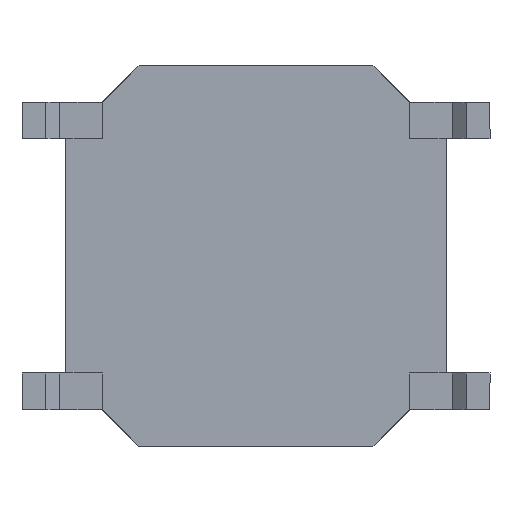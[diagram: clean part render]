
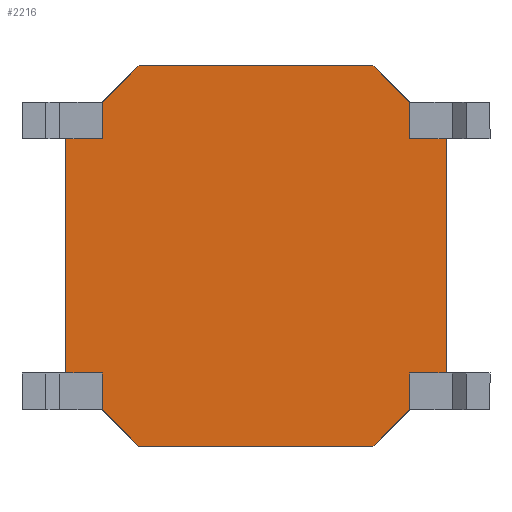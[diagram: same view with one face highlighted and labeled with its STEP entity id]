
A CAD part, front view. The second image highlights one B-rep face of the part: STEP entity #2216.
In plain terms, the highlighted planar face has unit normal (0, -1, 0).
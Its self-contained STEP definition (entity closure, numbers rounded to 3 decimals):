
#26 = EDGE_CURVE ( 'NONE', #1136, #2269, #1668, .T. ) ;
#36 = DIRECTION ( 'NONE',  ( 0.707, 0., 0.707 ) ) ;
#45 = CARTESIAN_POINT ( 'NONE',  ( 1.6, 0., 2.6 ) ) ;
#60 = EDGE_CURVE ( 'NONE', #2306, #346, #414, .T. ) ;
#89 = EDGE_CURVE ( 'NONE', #1162, #684, #1108, .T. ) ;
#99 = ORIENTED_EDGE ( 'NONE', *, *, #712, .T. ) ;
#110 = CARTESIAN_POINT ( 'NONE',  ( 0., 0., 0. ) ) ;
#116 = LINE ( 'NONE', #132, #2078 ) ;
#117 = CARTESIAN_POINT ( 'NONE',  ( -2.1, 0., 2.1 ) ) ;
#132 = CARTESIAN_POINT ( 'NONE',  ( -2.6, 0., -2.6 ) ) ;
#142 = PLANE ( 'NONE',  #909 ) ;
#146 = LINE ( 'NONE', #1867, #227 ) ;
#152 = DIRECTION ( 'NONE',  ( -1., 0., 0. ) ) ;
#158 = FACE_OUTER_BOUND ( 'NONE', #1036, .T. ) ;
#182 = VECTOR ( 'NONE', #36, 1000. ) ;
#189 = DIRECTION ( 'NONE',  ( 0., 0., -1. ) ) ;
#196 = VERTEX_POINT ( 'NONE', #117 ) ;
#222 = EDGE_CURVE ( 'NONE', #2269, #196, #2434, .T. ) ;
#227 = VECTOR ( 'NONE', #2055, 1000. ) ;
#242 = ORIENTED_EDGE ( 'NONE', *, *, #222, .F. ) ;
#252 = CARTESIAN_POINT ( 'NONE',  ( -2.6, 0., -2.6 ) ) ;
#290 = LINE ( 'NONE', #931, #182 ) ;
#305 = VECTOR ( 'NONE', #1301, 1000. ) ;
#346 = VERTEX_POINT ( 'NONE', #2426 ) ;
#382 = EDGE_CURVE ( 'NONE', #2200, #854, #1928, .T. ) ;
#414 = LINE ( 'NONE', #1276, #2122 ) ;
#421 = VERTEX_POINT ( 'NONE', #947 ) ;
#460 = DIRECTION ( 'NONE',  ( 0., 0., 1. ) ) ;
#498 = CARTESIAN_POINT ( 'NONE',  ( -2.1, 0., 0. ) ) ;
#523 = CARTESIAN_POINT ( 'NONE',  ( 2.6, 0., 1.6 ) ) ;
#537 = VECTOR ( 'NONE', #1201, 1000. ) ;
#567 = ORIENTED_EDGE ( 'NONE', *, *, #1332, .F. ) ;
#597 = LINE ( 'NONE', #2300, #952 ) ;
#620 = CARTESIAN_POINT ( 'NONE',  ( -2.1, 0., 0. ) ) ;
#636 = LINE ( 'NONE', #2798, #1138 ) ;
#643 = EDGE_CURVE ( 'NONE', #2787, #1790, #984, .T. ) ;
#644 = ORIENTED_EDGE ( 'NONE', *, *, #1016, .F. ) ;
#684 = VERTEX_POINT ( 'NONE', #2722 ) ;
#708 = EDGE_CURVE ( 'NONE', #1985, #854, #116, .T. ) ;
#712 = EDGE_CURVE ( 'NONE', #2157, #196, #2706, .T. ) ;
#727 = CARTESIAN_POINT ( 'NONE',  ( -2.1, 0., -1.6 ) ) ;
#789 = DIRECTION ( 'NONE',  ( 1., 0., 0. ) ) ;
#801 = ORIENTED_EDGE ( 'NONE', *, *, #60, .F. ) ;
#804 = EDGE_CURVE ( 'NONE', #2306, #2200, #887, .T. ) ;
#832 = CARTESIAN_POINT ( 'NONE',  ( 0., 0., -1.6 ) ) ;
#854 = VERTEX_POINT ( 'NONE', #967 ) ;
#874 = DIRECTION ( 'NONE',  ( -1., 0., 0. ) ) ;
#887 = LINE ( 'NONE', #620, #1571 ) ;
#909 = AXIS2_PLACEMENT_3D ( 'NONE', #110, #2053, #1216 ) ;
#931 = CARTESIAN_POINT ( 'NONE',  ( 1.6, 0., -2.6 ) ) ;
#947 = CARTESIAN_POINT ( 'NONE',  ( 2.1, 0., 2.1 ) ) ;
#952 = VECTOR ( 'NONE', #1874, 1000. ) ;
#967 = CARTESIAN_POINT ( 'NONE',  ( -1.6, 0., -2.6 ) ) ;
#984 = LINE ( 'NONE', #2299, #537 ) ;
#997 = VECTOR ( 'NONE', #789, 1000. ) ;
#1012 = CARTESIAN_POINT ( 'NONE',  ( -1.6, 0., 2.6 ) ) ;
#1016 = EDGE_CURVE ( 'NONE', #2157, #2776, #146, .T. ) ;
#1034 = VECTOR ( 'NONE', #1353, 1000. ) ;
#1036 = EDGE_LOOP ( 'NONE', ( #2620, #2378, #644, #99, #242, #1281, #1366, #801, #1890, #2710, #1731, #1595, #1413, #567, #1071, #1247 ) ) ;
#1038 = VECTOR ( 'NONE', #2733, 1000. ) ;
#1071 = ORIENTED_EDGE ( 'NONE', *, *, #1643, .F. ) ;
#1090 = CARTESIAN_POINT ( 'NONE',  ( 2.1, 0., 0. ) ) ;
#1108 = LINE ( 'NONE', #1090, #305 ) ;
#1124 = CARTESIAN_POINT ( 'NONE',  ( 2.6, 0., -1.6 ) ) ;
#1136 = VERTEX_POINT ( 'NONE', #1323 ) ;
#1138 = VECTOR ( 'NONE', #2571, 1000. ) ;
#1162 = VERTEX_POINT ( 'NONE', #1973 ) ;
#1193 = EDGE_CURVE ( 'NONE', #1985, #1162, #290, .T. ) ;
#1201 = DIRECTION ( 'NONE',  ( 1., 0., 0. ) ) ;
#1216 = DIRECTION ( 'NONE',  ( 0., 0., 1. ) ) ;
#1247 = ORIENTED_EDGE ( 'NONE', *, *, #643, .F. ) ;
#1276 = CARTESIAN_POINT ( 'NONE',  ( 0., 0., -1.6 ) ) ;
#1281 = ORIENTED_EDGE ( 'NONE', *, *, #26, .F. ) ;
#1301 = DIRECTION ( 'NONE',  ( 0., 0., 1. ) ) ;
#1323 = CARTESIAN_POINT ( 'NONE',  ( -2.6, 0., 1.6 ) ) ;
#1332 = EDGE_CURVE ( 'NONE', #2263, #684, #2133, .T. ) ;
#1353 = DIRECTION ( 'NONE',  ( 0.707, 0., -0.707 ) ) ;
#1360 = DIRECTION ( 'NONE',  ( 0., 0., 1. ) ) ;
#1366 = ORIENTED_EDGE ( 'NONE', *, *, #2145, .F. ) ;
#1413 = ORIENTED_EDGE ( 'NONE', *, *, #89, .T. ) ;
#1475 = EDGE_CURVE ( 'NONE', #421, #2787, #597, .T. ) ;
#1496 = CARTESIAN_POINT ( 'NONE',  ( 1.6, 0., -2.6 ) ) ;
#1512 = CARTESIAN_POINT ( 'NONE',  ( -2.6, 0., -1.6 ) ) ;
#1571 = VECTOR ( 'NONE', #189, 1000. ) ;
#1595 = ORIENTED_EDGE ( 'NONE', *, *, #1193, .T. ) ;
#1643 = EDGE_CURVE ( 'NONE', #1790, #2263, #2363, .T. ) ;
#1668 = LINE ( 'NONE', #2540, #997 ) ;
#1731 = ORIENTED_EDGE ( 'NONE', *, *, #708, .F. ) ;
#1736 = CARTESIAN_POINT ( 'NONE',  ( 2.6, 0., -2.6 ) ) ;
#1790 = VERTEX_POINT ( 'NONE', #523 ) ;
#1800 = VECTOR ( 'NONE', #874, 1000. ) ;
#1820 = LINE ( 'NONE', #252, #2621 ) ;
#1839 = CARTESIAN_POINT ( 'NONE',  ( 2.1, 0., 1.6 ) ) ;
#1867 = CARTESIAN_POINT ( 'NONE',  ( -2.6, 0., 2.6 ) ) ;
#1874 = DIRECTION ( 'NONE',  ( 0., 0., -1. ) ) ;
#1890 = ORIENTED_EDGE ( 'NONE', *, *, #804, .T. ) ;
#1928 = LINE ( 'NONE', #1512, #1034 ) ;
#1972 = EDGE_CURVE ( 'NONE', #421, #2776, #636, .T. ) ;
#1973 = CARTESIAN_POINT ( 'NONE',  ( 2.1, 0., -2.1 ) ) ;
#1985 = VERTEX_POINT ( 'NONE', #1496 ) ;
#2027 = VECTOR ( 'NONE', #1360, 1000. ) ;
#2037 = CARTESIAN_POINT ( 'NONE',  ( -1.6, 0., 2.6 ) ) ;
#2053 = DIRECTION ( 'NONE',  ( 0., 1., 0. ) ) ;
#2055 = DIRECTION ( 'NONE',  ( 1., 0., 0. ) ) ;
#2078 = VECTOR ( 'NONE', #152, 1000. ) ;
#2122 = VECTOR ( 'NONE', #2391, 1000. ) ;
#2133 = LINE ( 'NONE', #832, #1800 ) ;
#2145 = EDGE_CURVE ( 'NONE', #346, #1136, #1820, .T. ) ;
#2157 = VERTEX_POINT ( 'NONE', #2037 ) ;
#2200 = VERTEX_POINT ( 'NONE', #2293 ) ;
#2216 = ADVANCED_FACE ( 'NONE', ( #158 ), #142, .F. ) ;
#2243 = CARTESIAN_POINT ( 'NONE',  ( -2.1, 0., 1.6 ) ) ;
#2263 = VERTEX_POINT ( 'NONE', #1124 ) ;
#2269 = VERTEX_POINT ( 'NONE', #2243 ) ;
#2293 = CARTESIAN_POINT ( 'NONE',  ( -2.1, 0., -2.1 ) ) ;
#2299 = CARTESIAN_POINT ( 'NONE',  ( 0., 0., 1.6 ) ) ;
#2300 = CARTESIAN_POINT ( 'NONE',  ( 2.1, 0., 0. ) ) ;
#2306 = VERTEX_POINT ( 'NONE', #727 ) ;
#2363 = LINE ( 'NONE', #1736, #2581 ) ;
#2378 = ORIENTED_EDGE ( 'NONE', *, *, #1972, .T. ) ;
#2391 = DIRECTION ( 'NONE',  ( -1., 0., 0. ) ) ;
#2426 = CARTESIAN_POINT ( 'NONE',  ( -2.6, 0., -1.6 ) ) ;
#2434 = LINE ( 'NONE', #498, #2027 ) ;
#2540 = CARTESIAN_POINT ( 'NONE',  ( 0., 0., 1.6 ) ) ;
#2571 = DIRECTION ( 'NONE',  ( -0.707, 0., 0.707 ) ) ;
#2581 = VECTOR ( 'NONE', #2602, 1000. ) ;
#2602 = DIRECTION ( 'NONE',  ( 0., 0., -1. ) ) ;
#2620 = ORIENTED_EDGE ( 'NONE', *, *, #1475, .F. ) ;
#2621 = VECTOR ( 'NONE', #460, 1000. ) ;
#2706 = LINE ( 'NONE', #1012, #1038 ) ;
#2710 = ORIENTED_EDGE ( 'NONE', *, *, #382, .T. ) ;
#2722 = CARTESIAN_POINT ( 'NONE',  ( 2.1, 0., -1.6 ) ) ;
#2733 = DIRECTION ( 'NONE',  ( -0.707, 0., -0.707 ) ) ;
#2776 = VERTEX_POINT ( 'NONE', #45 ) ;
#2787 = VERTEX_POINT ( 'NONE', #1839 ) ;
#2798 = CARTESIAN_POINT ( 'NONE',  ( 2.6, 0., 1.6 ) ) ;
